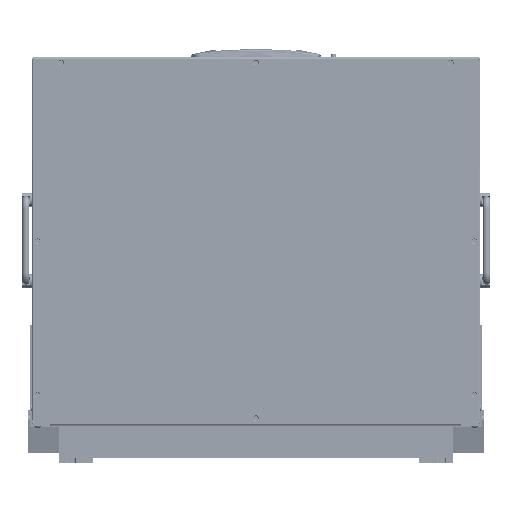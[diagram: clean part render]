
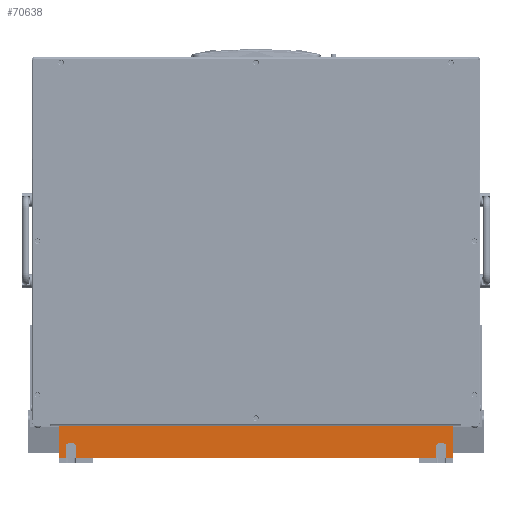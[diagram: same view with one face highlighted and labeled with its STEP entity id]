
A CAD part, front view. The second image highlights one B-rep face of the part: STEP entity #70638.
In plain terms, the highlighted planar face has unit normal (0, -1, 0).
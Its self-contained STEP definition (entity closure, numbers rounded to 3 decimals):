
#270 = FACE_OUTER_BOUND ( 'NONE', #769, .T. ) ;
#677 = EDGE_CURVE ( 'NONE', #45977, #22909, #59438, .T. ) ;
#769 = EDGE_LOOP ( 'NONE', ( #53442, #58508, #87435, #89980, #83986, #88150, #68390, #75415, #38104, #21308, #32793, #17064, #26642, #13175, #18090, #56101 ) ) ;
#1387 = LINE ( 'NONE', #27929, #57326 ) ;
#2661 = EDGE_CURVE ( 'NONE', #52723, #24038, #24293, .T. ) ;
#2732 = VERTEX_POINT ( 'NONE', #42057 ) ;
#3257 = DIRECTION ( 'NONE',  ( 0., 0., -1. ) ) ;
#3493 = AXIS2_PLACEMENT_3D ( 'NONE', #86412, #79120, #71408 ) ;
#3672 = CARTESIAN_POINT ( 'NONE',  ( -233., -4., 20. ) ) ;
#5117 = VECTOR ( 'NONE', #86095, 1000. ) ;
#5878 = LINE ( 'NONE', #61453, #87430 ) ;
#6560 = VECTOR ( 'NONE', #38902, 1000. ) ;
#7656 = CARTESIAN_POINT ( 'NONE',  ( 242., -4., 20. ) ) ;
#7809 = DIRECTION ( 'NONE',  ( 0., 0., 1. ) ) ;
#8503 = CIRCLE ( 'NONE', #59431, 3. ) ;
#8578 = CARTESIAN_POINT ( 'NONE',  ( -230., -4., 2. ) ) ;
#8711 = CARTESIAN_POINT ( 'NONE',  ( 242., -4., -20. ) ) ;
#8713 = LINE ( 'NONE', #71538, #5117 ) ;
#11081 = CARTESIAN_POINT ( 'NONE',  ( 233., -4., 5. ) ) ;
#11157 = CARTESIAN_POINT ( 'NONE',  ( 242., -4., -20. ) ) ;
#11507 = DIRECTION ( 'NONE',  ( 1., 0., 0. ) ) ;
#12002 = VERTEX_POINT ( 'NONE', #44218 ) ;
#12408 = CARTESIAN_POINT ( 'NONE',  ( -242., -4., 20. ) ) ;
#12848 = VECTOR ( 'NONE', #86942, 1000. ) ;
#13175 = ORIENTED_EDGE ( 'NONE', *, *, #15356, .T. ) ;
#13294 = CARTESIAN_POINT ( 'NONE',  ( -242., -4., 20. ) ) ;
#13816 = EDGE_CURVE ( 'NONE', #45488, #18579, #68919, .T. ) ;
#14616 = EDGE_CURVE ( 'NONE', #2732, #24038, #1387, .T. ) ;
#15327 = DIRECTION ( 'NONE',  ( 0., 1., 0. ) ) ;
#15356 = EDGE_CURVE ( 'NONE', #28852, #85323, #28260, .T. ) ;
#15449 = CARTESIAN_POINT ( 'NONE',  ( 230., -4., 2. ) ) ;
#15757 = EDGE_CURVE ( 'NONE', #31435, #45488, #57813, .T. ) ;
#16069 = EDGE_CURVE ( 'NONE', #74733, #58399, #79644, .T. ) ;
#16806 = DIRECTION ( 'NONE',  ( -1., 0., 0. ) ) ;
#16957 = DIRECTION ( 'NONE',  ( 0., 1., 0. ) ) ;
#17064 = ORIENTED_EDGE ( 'NONE', *, *, #2661, .F. ) ;
#18090 = ORIENTED_EDGE ( 'NONE', *, *, #64138, .T. ) ;
#18579 = VERTEX_POINT ( 'NONE', #15449 ) ;
#19798 = VECTOR ( 'NONE', #16806, 1000. ) ;
#21308 = ORIENTED_EDGE ( 'NONE', *, *, #67527, .T. ) ;
#21720 = DIRECTION ( 'NONE',  ( 0., 0., -1. ) ) ;
#22354 = VERTEX_POINT ( 'NONE', #73114 ) ;
#22909 = VERTEX_POINT ( 'NONE', #3672 ) ;
#23560 = CARTESIAN_POINT ( 'NONE',  ( 224., -4., 2. ) ) ;
#24038 = VERTEX_POINT ( 'NONE', #67099 ) ;
#24293 = LINE ( 'NONE', #12408, #68448 ) ;
#26642 = ORIENTED_EDGE ( 'NONE', *, *, #83415, .T. ) ;
#26880 = DIRECTION ( 'NONE',  ( 0., 0., 1. ) ) ;
#27929 = CARTESIAN_POINT ( 'NONE',  ( 221., -4., 20. ) ) ;
#28260 = CIRCLE ( 'NONE', #41349, 3. ) ;
#28852 = VERTEX_POINT ( 'NONE', #76566 ) ;
#29313 = VECTOR ( 'NONE', #32351, 1000. ) ;
#30113 = DIRECTION ( 'NONE',  ( 0., 1., 0. ) ) ;
#31435 = VERTEX_POINT ( 'NONE', #32081 ) ;
#31716 = DIRECTION ( 'NONE',  ( 0., -1., 0. ) ) ;
#32081 = CARTESIAN_POINT ( 'NONE',  ( 233., -4., 20. ) ) ;
#32351 = DIRECTION ( 'NONE',  ( -1., 0., 0. ) ) ;
#32755 = AXIS2_PLACEMENT_3D ( 'NONE', #63778, #30113, #77866 ) ;
#32793 = ORIENTED_EDGE ( 'NONE', *, *, #14616, .T. ) ;
#33236 = EDGE_CURVE ( 'NONE', #12002, #22909, #87409, .T. ) ;
#34198 = CIRCLE ( 'NONE', #32755, 3. ) ;
#35490 = DIRECTION ( 'NONE',  ( 0., 0., -1. ) ) ;
#38104 = ORIENTED_EDGE ( 'NONE', *, *, #84027, .T. ) ;
#38902 = DIRECTION ( 'NONE',  ( 0., 0., -1. ) ) ;
#39644 = CARTESIAN_POINT ( 'NONE',  ( -230., -4., 2. ) ) ;
#41120 = DIRECTION ( 'NONE',  ( 1., 0., 0. ) ) ;
#41349 = AXIS2_PLACEMENT_3D ( 'NONE', #44312, #16957, #3257 ) ;
#42057 = CARTESIAN_POINT ( 'NONE',  ( 221., -4., 5. ) ) ;
#42546 = VERTEX_POINT ( 'NONE', #23560 ) ;
#43283 = LINE ( 'NONE', #70990, #19798 ) ;
#44218 = CARTESIAN_POINT ( 'NONE',  ( -242., -4., 20. ) ) ;
#44312 = CARTESIAN_POINT ( 'NONE',  ( -224., -4., 5. ) ) ;
#45119 = DIRECTION ( 'NONE',  ( 0., 0., -1. ) ) ;
#45488 = VERTEX_POINT ( 'NONE', #11081 ) ;
#45977 = VERTEX_POINT ( 'NONE', #89868 ) ;
#52354 = CARTESIAN_POINT ( 'NONE',  ( -242., -4., 20. ) ) ;
#52723 = VERTEX_POINT ( 'NONE', #57464 ) ;
#52833 = LINE ( 'NONE', #39644, #29313 ) ;
#53442 = ORIENTED_EDGE ( 'NONE', *, *, #677, .T. ) ;
#53907 = VECTOR ( 'NONE', #41120, 1000. ) ;
#53989 = VECTOR ( 'NONE', #60323, 1000. ) ;
#55877 = PLANE ( 'NONE',  #68138 ) ;
#56101 = ORIENTED_EDGE ( 'NONE', *, *, #81184, .T. ) ;
#57326 = VECTOR ( 'NONE', #7809, 1000. ) ;
#57464 = CARTESIAN_POINT ( 'NONE',  ( -221., -4., 20. ) ) ;
#57813 = LINE ( 'NONE', #80542, #60260 ) ;
#58399 = VERTEX_POINT ( 'NONE', #8711 ) ;
#58508 = ORIENTED_EDGE ( 'NONE', *, *, #33236, .F. ) ;
#58830 = VECTOR ( 'NONE', #35490, 1000. ) ;
#59431 = AXIS2_PLACEMENT_3D ( 'NONE', #76793, #15327, #21720 ) ;
#59438 = LINE ( 'NONE', #86748, #53989 ) ;
#60260 = VECTOR ( 'NONE', #45119, 1000. ) ;
#60323 = DIRECTION ( 'NONE',  ( 0., 0., 1. ) ) ;
#61453 = CARTESIAN_POINT ( 'NONE',  ( -242., -4., 20. ) ) ;
#61605 = LINE ( 'NONE', #73444, #6560 ) ;
#63758 = EDGE_CURVE ( 'NONE', #31435, #74733, #75658, .T. ) ;
#63778 = CARTESIAN_POINT ( 'NONE',  ( 224., -4., 5. ) ) ;
#64138 = EDGE_CURVE ( 'NONE', #85323, #65511, #52833, .T. ) ;
#64232 = EDGE_CURVE ( 'NONE', #22354, #12002, #5878, .T. ) ;
#65511 = VERTEX_POINT ( 'NONE', #8578 ) ;
#66941 = CARTESIAN_POINT ( 'NONE',  ( -224., -4., 2. ) ) ;
#67099 = CARTESIAN_POINT ( 'NONE',  ( 221., -4., 20. ) ) ;
#67527 = EDGE_CURVE ( 'NONE', #42546, #2732, #34198, .T. ) ;
#68138 = AXIS2_PLACEMENT_3D ( 'NONE', #11157, #31716, #80804 ) ;
#68390 = ORIENTED_EDGE ( 'NONE', *, *, #15757, .T. ) ;
#68448 = VECTOR ( 'NONE', #11507, 1000. ) ;
#68528 = CARTESIAN_POINT ( 'NONE',  ( 242., -4., 20. ) ) ;
#68919 = CIRCLE ( 'NONE', #3493, 3. ) ;
#70638 = ADVANCED_FACE ( 'NONE', ( #270 ), #55877, .T. ) ;
#70990 = CARTESIAN_POINT ( 'NONE',  ( 230., -4., 2. ) ) ;
#71408 = DIRECTION ( 'NONE',  ( 0., 0., 1. ) ) ;
#71538 = CARTESIAN_POINT ( 'NONE',  ( -242., -4., -20. ) ) ;
#73114 = CARTESIAN_POINT ( 'NONE',  ( -242., -4., -20. ) ) ;
#73444 = CARTESIAN_POINT ( 'NONE',  ( -221., -4., 20. ) ) ;
#74733 = VERTEX_POINT ( 'NONE', #68528 ) ;
#75415 = ORIENTED_EDGE ( 'NONE', *, *, #13816, .T. ) ;
#75658 = LINE ( 'NONE', #13294, #53907 ) ;
#76566 = CARTESIAN_POINT ( 'NONE',  ( -221., -4., 5. ) ) ;
#76793 = CARTESIAN_POINT ( 'NONE',  ( -230., -4., 5. ) ) ;
#77866 = DIRECTION ( 'NONE',  ( 0., 0., 1. ) ) ;
#79120 = DIRECTION ( 'NONE',  ( 0., 1., 0. ) ) ;
#79644 = LINE ( 'NONE', #7656, #58830 ) ;
#80542 = CARTESIAN_POINT ( 'NONE',  ( 233., -4., 20. ) ) ;
#80804 = DIRECTION ( 'NONE',  ( 0., 0., -1. ) ) ;
#81184 = EDGE_CURVE ( 'NONE', #65511, #45977, #8503, .T. ) ;
#83415 = EDGE_CURVE ( 'NONE', #52723, #28852, #61605, .T. ) ;
#83760 = EDGE_CURVE ( 'NONE', #58399, #22354, #8713, .T. ) ;
#83986 = ORIENTED_EDGE ( 'NONE', *, *, #16069, .F. ) ;
#84027 = EDGE_CURVE ( 'NONE', #18579, #42546, #43283, .T. ) ;
#85323 = VERTEX_POINT ( 'NONE', #66941 ) ;
#86095 = DIRECTION ( 'NONE',  ( -1., 0., 0. ) ) ;
#86412 = CARTESIAN_POINT ( 'NONE',  ( 230., -4., 5. ) ) ;
#86748 = CARTESIAN_POINT ( 'NONE',  ( -233., -4., 20. ) ) ;
#86942 = DIRECTION ( 'NONE',  ( 1., 0., 0. ) ) ;
#87409 = LINE ( 'NONE', #52354, #12848 ) ;
#87430 = VECTOR ( 'NONE', #26880, 1000. ) ;
#87435 = ORIENTED_EDGE ( 'NONE', *, *, #64232, .F. ) ;
#88150 = ORIENTED_EDGE ( 'NONE', *, *, #63758, .F. ) ;
#89868 = CARTESIAN_POINT ( 'NONE',  ( -233., -4., 5. ) ) ;
#89980 = ORIENTED_EDGE ( 'NONE', *, *, #83760, .F. ) ;
